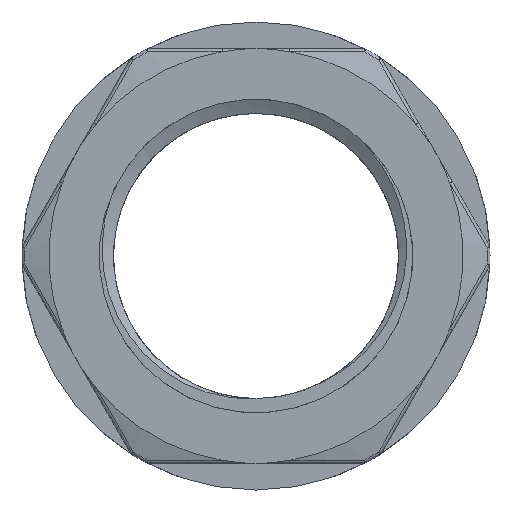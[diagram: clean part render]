
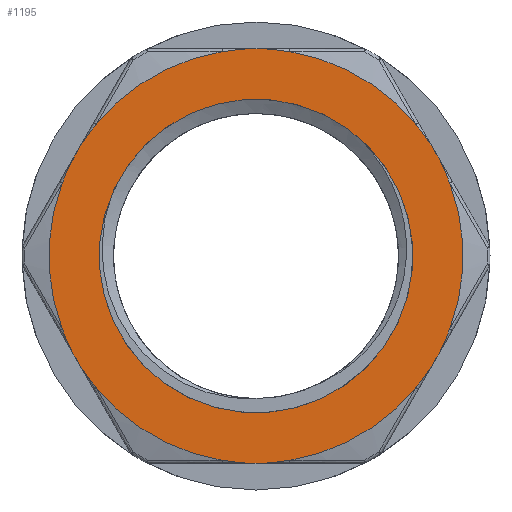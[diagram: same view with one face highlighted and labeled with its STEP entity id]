
A CAD part, left-side view. The second image highlights one B-rep face of the part: STEP entity #1195.
In plain terms, the highlighted planar face has unit normal (-1, 0, 0).
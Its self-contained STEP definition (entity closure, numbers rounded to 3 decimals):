
#101=FACE_BOUND('',#310,.T.);
#225=FACE_OUTER_BOUND('',#309,.T.);
#309=EDGE_LOOP('',(#1073,#1074,#1075,#1076,#1077,#1078,#1079,#1080,#1081,
#1082,#1083,#1084,#1085,#1086,#1087,#1088,#1089,#1090));
#310=EDGE_LOOP('',(#1091));
#319=CIRCLE('',#1211,8.331);
#324=CIRCLE('',#1217,11.);
#333=CIRCLE('',#1230,11.);
#337=CIRCLE('',#1237,11.);
#340=CIRCLE('',#1240,11.);
#349=CIRCLE('',#1253,11.);
#352=CIRCLE('',#1259,11.);
#355=CIRCLE('',#1262,11.);
#364=CIRCLE('',#1275,11.);
#367=CIRCLE('',#1281,11.);
#370=CIRCLE('',#1284,11.);
#379=CIRCLE('',#1297,11.);
#382=CIRCLE('',#1303,11.);
#385=CIRCLE('',#1306,11.);
#394=CIRCLE('',#1319,11.);
#397=CIRCLE('',#1325,11.);
#400=CIRCLE('',#1328,11.);
#408=CIRCLE('',#1340,11.);
#411=CIRCLE('',#1346,11.);
#471=VERTEX_POINT('',#2274);
#474=VERTEX_POINT('',#2699);
#478=VERTEX_POINT('',#2743);
#487=VERTEX_POINT('',#2791);
#491=VERTEX_POINT('',#2845);
#492=VERTEX_POINT('',#2871);
#496=VERTEX_POINT('',#2915);
#505=VERTEX_POINT('',#2963);
#507=VERTEX_POINT('',#3035);
#511=VERTEX_POINT('',#3079);
#520=VERTEX_POINT('',#3127);
#522=VERTEX_POINT('',#3199);
#526=VERTEX_POINT('',#3243);
#535=VERTEX_POINT('',#3291);
#537=VERTEX_POINT('',#3363);
#541=VERTEX_POINT('',#3407);
#550=VERTEX_POINT('',#3455);
#554=VERTEX_POINT('',#3565);
#562=VERTEX_POINT('',#3611);
#574=EDGE_CURVE('',#471,#471,#319,.T.);
#584=EDGE_CURVE('',#474,#478,#324,.T.);
#601=EDGE_CURVE('',#478,#487,#333,.T.);
#606=EDGE_CURVE('',#487,#491,#337,.T.);
#612=EDGE_CURVE('',#492,#496,#340,.T.);
#629=EDGE_CURVE('',#496,#505,#349,.T.);
#633=EDGE_CURVE('',#505,#474,#352,.T.);
#638=EDGE_CURVE('',#507,#511,#355,.T.);
#655=EDGE_CURVE('',#511,#520,#364,.T.);
#659=EDGE_CURVE('',#520,#492,#367,.T.);
#664=EDGE_CURVE('',#522,#526,#370,.T.);
#681=EDGE_CURVE('',#526,#535,#379,.T.);
#685=EDGE_CURVE('',#535,#507,#382,.T.);
#690=EDGE_CURVE('',#537,#541,#385,.T.);
#707=EDGE_CURVE('',#541,#550,#394,.T.);
#711=EDGE_CURVE('',#550,#522,#397,.T.);
#715=EDGE_CURVE('',#491,#554,#400,.T.);
#731=EDGE_CURVE('',#554,#562,#408,.T.);
#735=EDGE_CURVE('',#562,#537,#411,.T.);
#1073=ORIENTED_EDGE('',*,*,#681,.F.);
#1074=ORIENTED_EDGE('',*,*,#664,.F.);
#1075=ORIENTED_EDGE('',*,*,#711,.F.);
#1076=ORIENTED_EDGE('',*,*,#707,.F.);
#1077=ORIENTED_EDGE('',*,*,#690,.F.);
#1078=ORIENTED_EDGE('',*,*,#735,.F.);
#1079=ORIENTED_EDGE('',*,*,#731,.F.);
#1080=ORIENTED_EDGE('',*,*,#715,.F.);
#1081=ORIENTED_EDGE('',*,*,#606,.F.);
#1082=ORIENTED_EDGE('',*,*,#601,.F.);
#1083=ORIENTED_EDGE('',*,*,#584,.F.);
#1084=ORIENTED_EDGE('',*,*,#633,.F.);
#1085=ORIENTED_EDGE('',*,*,#629,.F.);
#1086=ORIENTED_EDGE('',*,*,#612,.F.);
#1087=ORIENTED_EDGE('',*,*,#659,.F.);
#1088=ORIENTED_EDGE('',*,*,#655,.F.);
#1089=ORIENTED_EDGE('',*,*,#638,.F.);
#1090=ORIENTED_EDGE('',*,*,#685,.F.);
#1091=ORIENTED_EDGE('',*,*,#574,.T.);
#1114=PLANE('',#1361);
#1195=ADVANCED_FACE('',(#225,#101),#1114,.T.);
#1211=AXIS2_PLACEMENT_3D('',#2275,#1377,#1378);
#1217=AXIS2_PLACEMENT_3D('',#2744,#1389,#1390);
#1230=AXIS2_PLACEMENT_3D('',#2835,#1419,#1420);
#1237=AXIS2_PLACEMENT_3D('',#2846,#1434,#1435);
#1240=AXIS2_PLACEMENT_3D('',#2916,#1440,#1441);
#1253=AXIS2_PLACEMENT_3D('',#3007,#1470,#1471);
#1259=AXIS2_PLACEMENT_3D('',#3014,#1483,#1484);
#1262=AXIS2_PLACEMENT_3D('',#3080,#1489,#1490);
#1275=AXIS2_PLACEMENT_3D('',#3171,#1519,#1520);
#1281=AXIS2_PLACEMENT_3D('',#3178,#1532,#1533);
#1284=AXIS2_PLACEMENT_3D('',#3244,#1538,#1539);
#1297=AXIS2_PLACEMENT_3D('',#3335,#1568,#1569);
#1303=AXIS2_PLACEMENT_3D('',#3342,#1581,#1582);
#1306=AXIS2_PLACEMENT_3D('',#3408,#1587,#1588);
#1319=AXIS2_PLACEMENT_3D('',#3499,#1617,#1618);
#1325=AXIS2_PLACEMENT_3D('',#3506,#1630,#1631);
#1328=AXIS2_PLACEMENT_3D('',#3566,#1636,#1637);
#1340=AXIS2_PLACEMENT_3D('',#3655,#1664,#1665);
#1346=AXIS2_PLACEMENT_3D('',#3662,#1677,#1678);
#1361=AXIS2_PLACEMENT_3D('',#3678,#1707,#1708);
#1377=DIRECTION('center_axis',(1.,0.,0.));
#1378=DIRECTION('ref_axis',(0.,0.,-1.));
#1389=DIRECTION('center_axis',(1.,0.,0.));
#1390=DIRECTION('ref_axis',(0.,-1.,0.));
#1419=DIRECTION('center_axis',(1.,0.,0.));
#1420=DIRECTION('ref_axis',(0.,-1.,0.));
#1434=DIRECTION('center_axis',(1.,0.,0.));
#1435=DIRECTION('ref_axis',(0.,-1.,0.));
#1440=DIRECTION('center_axis',(1.,0.,0.));
#1441=DIRECTION('ref_axis',(0.,-1.,0.));
#1470=DIRECTION('center_axis',(1.,0.,0.));
#1471=DIRECTION('ref_axis',(0.,-1.,0.));
#1483=DIRECTION('center_axis',(1.,0.,0.));
#1484=DIRECTION('ref_axis',(0.,-1.,0.));
#1489=DIRECTION('center_axis',(1.,0.,0.));
#1490=DIRECTION('ref_axis',(0.,-1.,0.));
#1519=DIRECTION('center_axis',(1.,0.,0.));
#1520=DIRECTION('ref_axis',(0.,-1.,0.));
#1532=DIRECTION('center_axis',(1.,0.,0.));
#1533=DIRECTION('ref_axis',(0.,-1.,0.));
#1538=DIRECTION('center_axis',(1.,0.,0.));
#1539=DIRECTION('ref_axis',(0.,-1.,0.));
#1568=DIRECTION('center_axis',(1.,0.,0.));
#1569=DIRECTION('ref_axis',(0.,-1.,0.));
#1581=DIRECTION('center_axis',(1.,0.,0.));
#1582=DIRECTION('ref_axis',(0.,-1.,0.));
#1587=DIRECTION('center_axis',(1.,0.,0.));
#1588=DIRECTION('ref_axis',(0.,-1.,0.));
#1617=DIRECTION('center_axis',(1.,0.,0.));
#1618=DIRECTION('ref_axis',(0.,-1.,0.));
#1630=DIRECTION('center_axis',(1.,0.,0.));
#1631=DIRECTION('ref_axis',(0.,-1.,0.));
#1636=DIRECTION('center_axis',(1.,0.,0.));
#1637=DIRECTION('ref_axis',(0.,-1.,0.));
#1664=DIRECTION('center_axis',(1.,0.,0.));
#1665=DIRECTION('ref_axis',(0.,-1.,0.));
#1677=DIRECTION('center_axis',(1.,0.,0.));
#1678=DIRECTION('ref_axis',(0.,-1.,0.));
#1707=DIRECTION('center_axis',(-1.,0.,0.));
#1708=DIRECTION('ref_axis',(0.,0.,1.));
#2274=CARTESIAN_POINT('',(-6.63,8.059,-2.111));
#2275=CARTESIAN_POINT('Origin',(-6.63,0.,0.));
#2699=CARTESIAN_POINT('',(-6.63,-8.499,6.984));
#2743=CARTESIAN_POINT('',(-6.63,-9.526,5.5));
#2744=CARTESIAN_POINT('Origin',(-6.63,0.,0.));
#2791=CARTESIAN_POINT('',(-6.63,-10.297,3.868));
#2835=CARTESIAN_POINT('Origin',(-6.63,0.,0.));
#2845=CARTESIAN_POINT('',(-6.63,-10.297,-3.868));
#2846=CARTESIAN_POINT('Origin',(-6.63,0.,0.));
#2871=CARTESIAN_POINT('',(-6.63,1.799,10.852));
#2915=CARTESIAN_POINT('',(-6.63,0.,11.));
#2916=CARTESIAN_POINT('Origin',(-6.63,0.,0.));
#2963=CARTESIAN_POINT('',(-6.63,-1.799,10.852));
#3007=CARTESIAN_POINT('Origin',(-6.63,0.,0.));
#3014=CARTESIAN_POINT('Origin',(-6.63,0.,0.));
#3035=CARTESIAN_POINT('',(-6.63,10.297,3.868));
#3079=CARTESIAN_POINT('',(-6.63,9.526,5.5));
#3080=CARTESIAN_POINT('Origin',(-6.63,0.,0.));
#3127=CARTESIAN_POINT('',(-6.63,8.499,6.984));
#3171=CARTESIAN_POINT('Origin',(-6.63,0.,0.));
#3178=CARTESIAN_POINT('Origin',(-6.63,0.,0.));
#3199=CARTESIAN_POINT('',(-6.63,8.499,-6.984));
#3243=CARTESIAN_POINT('',(-6.63,9.526,-5.5));
#3244=CARTESIAN_POINT('Origin',(-6.63,0.,0.));
#3291=CARTESIAN_POINT('',(-6.63,10.297,-3.868));
#3335=CARTESIAN_POINT('Origin',(-6.63,0.,0.));
#3342=CARTESIAN_POINT('Origin',(-6.63,0.,0.));
#3363=CARTESIAN_POINT('',(-6.63,-1.799,-10.852));
#3407=CARTESIAN_POINT('',(-6.63,0.,-11.));
#3408=CARTESIAN_POINT('Origin',(-6.63,0.,0.));
#3455=CARTESIAN_POINT('',(-6.63,1.799,-10.852));
#3499=CARTESIAN_POINT('Origin',(-6.63,0.,0.));
#3506=CARTESIAN_POINT('Origin',(-6.63,0.,0.));
#3565=CARTESIAN_POINT('',(-6.63,-9.526,-5.5));
#3566=CARTESIAN_POINT('Origin',(-6.63,0.,0.));
#3611=CARTESIAN_POINT('',(-6.63,-8.499,-6.984));
#3655=CARTESIAN_POINT('Origin',(-6.63,0.,0.));
#3662=CARTESIAN_POINT('Origin',(-6.63,0.,0.));
#3678=CARTESIAN_POINT('Origin',(-6.63,12.43,0.));
